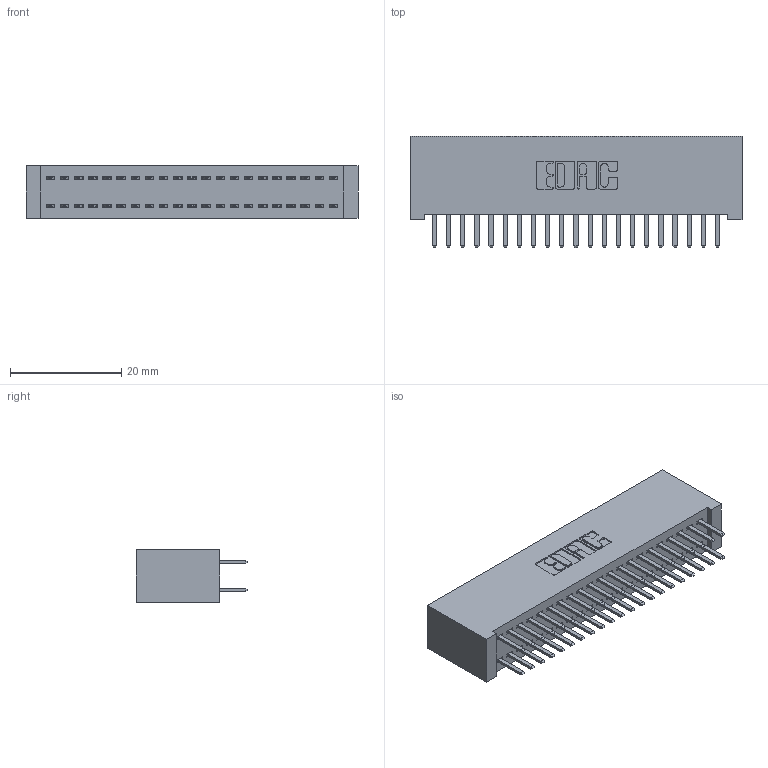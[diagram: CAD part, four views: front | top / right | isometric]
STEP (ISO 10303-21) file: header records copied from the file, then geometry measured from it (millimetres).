
FILE_DESCRIPTION (( 'STEP AP203' ), '1' );
FILE_NAME ('392-042-520-201.STEP', '2018-08-16T13:11:46', ( '' ), ( '' ), 'SwSTEP 2.0', 'SolidWorks 2016', '' );
FILE_SCHEMA (( 'CONFIG_CONTROL_DESIGN' ));
Length unit declared in the file: inch
Products named in the file (3): 342 Part_Lugless; 345-292-001_345-293-120; 392-042-520-201
Assembly tree (43 placements, depth 2):
  392-042-520-201
    342 Part_Lugless
    345-292-001_345-293-120  x42
Bounding box: 59.59 x 20.02 x 9.4 mm (x, y, z)
Volume: 5675.7 mm3; surface area: 9123.8 mm2
Topology: 43 solids, 43 shells, 2454 faces, 7121 edges, 4634 vertices
Faces by surface type: plane 1658, cylinder 796
Entity records: 15931 total; most frequent: CARTESIAN_POINT 2674, ORIENTED_EDGE 2598, DIRECTION 2303, EDGE_CURVE 1299, VECTOR 1175, LINE 1175, VERTEX_POINT 862, AXIS2_PLACEMENT_3D 564
